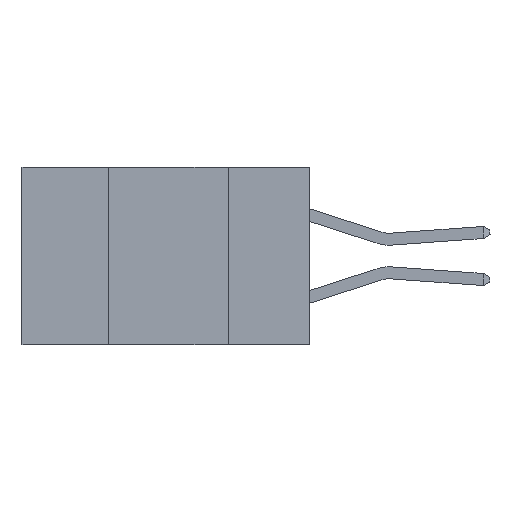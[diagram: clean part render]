
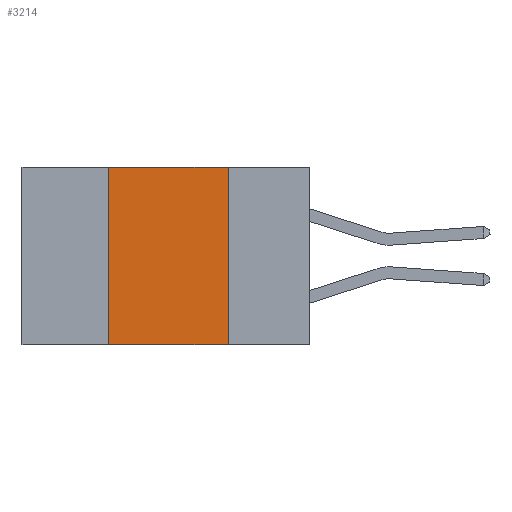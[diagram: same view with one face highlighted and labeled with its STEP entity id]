
A CAD part, left-side view. The second image highlights one B-rep face of the part: STEP entity #3214.
In plain terms, the highlighted planar face has unit normal (-1, 0, 0).
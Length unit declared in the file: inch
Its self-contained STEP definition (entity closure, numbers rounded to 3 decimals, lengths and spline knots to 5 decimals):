
#55 = CARTESIAN_POINT ( 'NONE',  ( 0., 0.17, -0.37 ) ) ;
#893 = CARTESIAN_POINT ( 'NONE',  ( 0., 0.6, 0. ) ) ;
#1578 = CARTESIAN_POINT ( 'NONE',  ( 0., 0.17, -0.37 ) ) ;
#2301 = CARTESIAN_POINT ( 'NONE',  ( 0., 0.17, 0. ) ) ;
#2925 = VECTOR ( 'NONE', #14004, 39.37008 ) ;
#2983 = CARTESIAN_POINT ( 'NONE',  ( 0., 0.42, -0.37 ) ) ;
#3022 = AXIS2_PLACEMENT_3D ( 'NONE', #893, #14704, #14267 ) ;
#3130 = ORIENTED_EDGE ( 'NONE', *, *, #7160, .T. ) ;
#3214 = ADVANCED_FACE ( 'NONE', ( #8349 ), #13168, .F. ) ;
#3494 = ORIENTED_EDGE ( 'NONE', *, *, #10456, .F. ) ;
#3750 = DIRECTION ( 'NONE',  ( 0., -1., 0. ) ) ;
#4335 = ORIENTED_EDGE ( 'NONE', *, *, #14260, .F. ) ;
#4952 = LINE ( 'NONE', #10812, #6606 ) ;
#5042 = DIRECTION ( 'NONE',  ( 0., 0., -1. ) ) ;
#5373 = VERTEX_POINT ( 'NONE', #1578 ) ;
#5381 = LINE ( 'NONE', #2983, #7804 ) ;
#5584 = EDGE_LOOP ( 'NONE', ( #15131, #4335, #3494, #3130 ) ) ;
#5859 = VERTEX_POINT ( 'NONE', #9546 ) ;
#6606 = VECTOR ( 'NONE', #3750, 39.37008 ) ;
#7160 = EDGE_CURVE ( 'NONE', #14285, #5373, #10287, .T. ) ;
#7409 = CARTESIAN_POINT ( 'NONE',  ( 0., 0.42, -0.37 ) ) ;
#7782 = VECTOR ( 'NONE', #5042, 39.37008 ) ;
#7804 = VECTOR ( 'NONE', #12496, 39.37008 ) ;
#8349 = FACE_OUTER_BOUND ( 'NONE', #5584, .T. ) ;
#9355 = EDGE_CURVE ( 'NONE', #9614, #5373, #14601, .T. ) ;
#9546 = CARTESIAN_POINT ( 'NONE',  ( 0., 0.42, 0. ) ) ;
#9614 = VERTEX_POINT ( 'NONE', #2301 ) ;
#10287 = LINE ( 'NONE', #11482, #2925 ) ;
#10456 = EDGE_CURVE ( 'NONE', #14285, #5859, #5381, .T. ) ;
#10812 = CARTESIAN_POINT ( 'NONE',  ( 0., 0.6, 0. ) ) ;
#11482 = CARTESIAN_POINT ( 'NONE',  ( 0., 0.6, -0.37 ) ) ;
#12496 = DIRECTION ( 'NONE',  ( 0., 0., 1. ) ) ;
#13168 = PLANE ( 'NONE',  #3022 ) ;
#14004 = DIRECTION ( 'NONE',  ( 0., -1., 0. ) ) ;
#14260 = EDGE_CURVE ( 'NONE', #5859, #9614, #4952, .T. ) ;
#14267 = DIRECTION ( 'NONE',  ( 0., 0., -1. ) ) ;
#14285 = VERTEX_POINT ( 'NONE', #7409 ) ;
#14601 = LINE ( 'NONE', #55, #7782 ) ;
#14704 = DIRECTION ( 'NONE',  ( 1., 0., 0. ) ) ;
#15131 = ORIENTED_EDGE ( 'NONE', *, *, #9355, .F. ) ;
